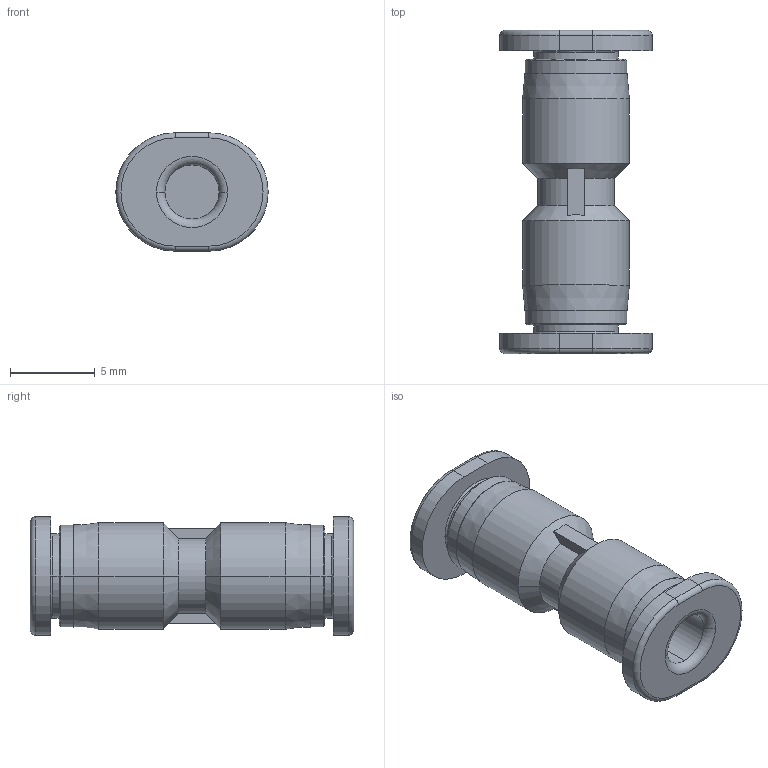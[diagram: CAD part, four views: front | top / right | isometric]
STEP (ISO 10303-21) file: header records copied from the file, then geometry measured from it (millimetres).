
FILE_DESCRIPTION((''),'2;1');
FILE_NAME('PUC03C-mdt.stp','2017-07-24T17:02:11',(''),(''),'Mechanical Desktop 2009','Mechanical Desktop 2009',', , ');
FILE_SCHEMA(('CONFIG_CONTROL_DESIGN'));
Length unit declared in the file: millimetre
Products named in the file (4): PUC03C-MDTA; PUC03C-MDT; COLLAR-L04C; COLLAR-L03C
Assembly tree (4 placements, depth 2):
  PUC03C-MDTA
    PUC03C-MDT
    COLLAR-L04C
    COLLAR-L03C  x2
Bounding box: 9 x 19.1 x 7 mm (x, y, z)
Volume: 441.9 mm3; surface area: 745.2 mm2
Topology: 1 solids, 1 shells, 70 faces, 156 edges, 96 vertices
Faces by surface type: cylinder 26, plane 20, cone 12, torus 8, bspline 4
Entity records: 2249 total; most frequent: CARTESIAN_POINT 527, DIRECTION 374, ORIENTED_EDGE 312, AXIS2_PLACEMENT_3D 159, EDGE_CURVE 156, VERTEX_POINT 96, CIRCLE 88, EDGE_LOOP 78
